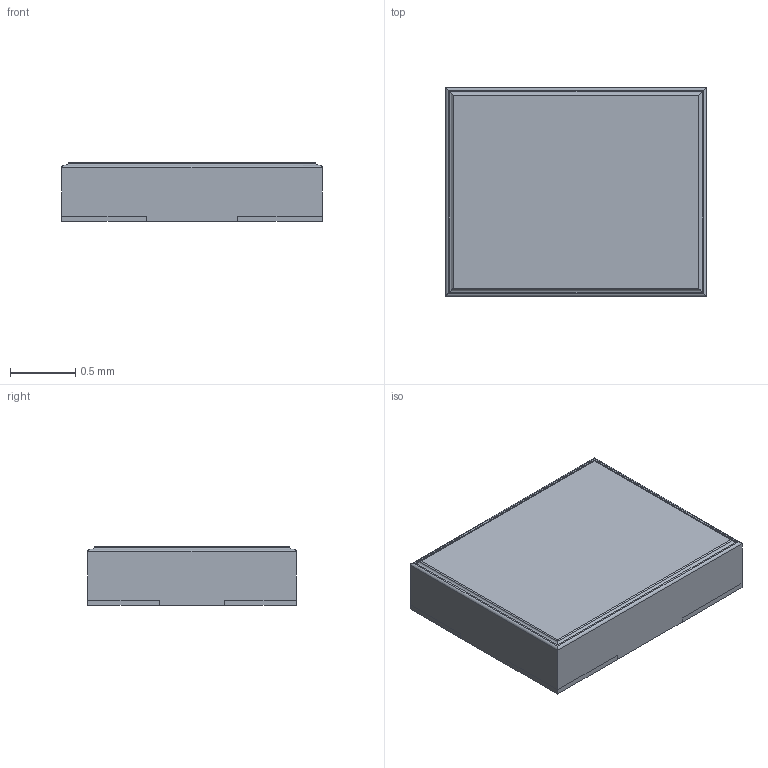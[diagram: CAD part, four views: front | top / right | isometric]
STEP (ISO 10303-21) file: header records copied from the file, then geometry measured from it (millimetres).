
FILE_DESCRIPTION (( 'STEP AP214' ), '1' );
FILE_NAME ('ECX-1637.STEP', '2021-12-20T19:54:15', ( '' ), ( '' ), 'SwSTEP 2.0', 'SolidWorks 2020', '' );
FILE_SCHEMA (( 'AUTOMOTIVE_DESIGN' ));
Length unit declared in the file: millimetre
Products named in the file (1): ECX-1637
Bounding box: 2 x 1.6 x 0.45 mm (x, y, z)
Volume: 1.4 mm3; surface area: 12.7 mm2
Topology: 5 solids, 5 shells, 55 faces, 124 edges, 80 vertices
Faces by surface type: plane 43, cylinder 12
Entity records: 2169 total; most frequent: CARTESIAN_POINT 296, ORIENTED_EDGE 248, DIRECTION 224, EDGE_CURVE 124, VECTOR 112, LINE 112, VERTEX_POINT 80, UNCERTAINTY_MEASURE_WITH_UNIT 62
